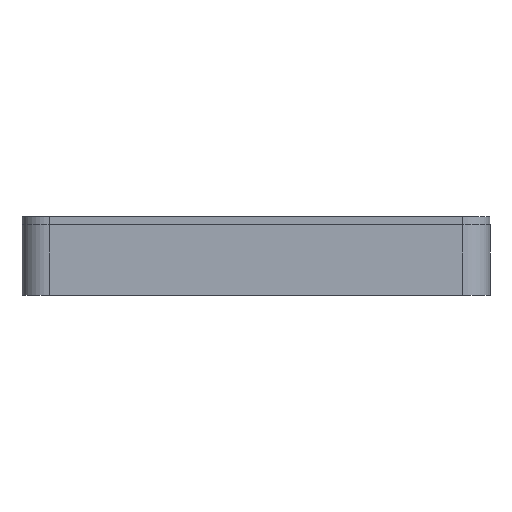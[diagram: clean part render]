
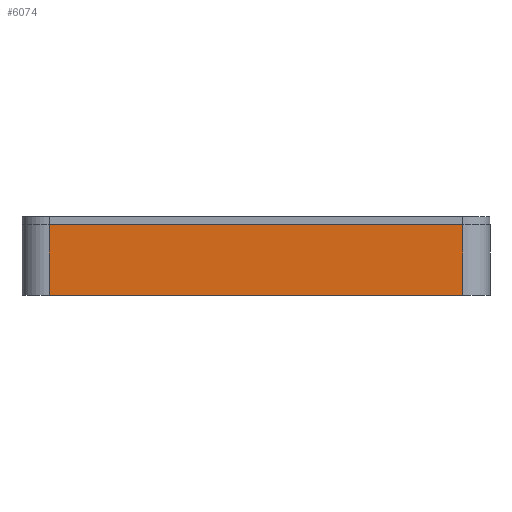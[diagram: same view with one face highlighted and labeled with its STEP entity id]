
A CAD part, left-side view. The second image highlights one B-rep face of the part: STEP entity #6074.
In plain terms, the highlighted planar face has unit normal (-1, 0, 0).
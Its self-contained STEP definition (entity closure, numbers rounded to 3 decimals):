
#516=PLANE('',#6454);
#646=FACE_OUTER_BOUND('',#975,.T.);
#975=EDGE_LOOP('',(#4232,#4233,#4234,#4235));
#1436=LINE('',#8221,#1939);
#1441=LINE('',#8244,#1944);
#1442=LINE('',#8248,#1945);
#1467=LINE('',#8306,#1970);
#1939=VECTOR('',#6868,10.);
#1944=VECTOR('',#6893,10.);
#1945=VECTOR('',#6898,10.);
#1970=VECTOR('',#6957,10.);
#2638=VERTEX_POINT('',#8218);
#2639=VERTEX_POINT('',#8220);
#2647=VERTEX_POINT('',#8242);
#2648=VERTEX_POINT('',#8246);
#3246=EDGE_CURVE('',#2638,#2639,#1436,.T.);
#3258=EDGE_CURVE('',#2647,#2638,#1441,.T.);
#3260=EDGE_CURVE('',#2639,#2648,#1442,.T.);
#3289=EDGE_CURVE('',#2648,#2647,#1467,.T.);
#4232=ORIENTED_EDGE('',*,*,#3258,.F.);
#4233=ORIENTED_EDGE('',*,*,#3289,.F.);
#4234=ORIENTED_EDGE('',*,*,#3260,.F.);
#4235=ORIENTED_EDGE('',*,*,#3246,.F.);
#6074=ADVANCED_FACE('',(#646),#516,.T.);
#6454=AXIS2_PLACEMENT_3D('',#8305,#6955,#6956);
#6868=DIRECTION('',(0.,1.,0.));
#6893=DIRECTION('',(0.,0.,-1.));
#6898=DIRECTION('',(0.,0.,1.));
#6955=DIRECTION('center_axis',(-1.,0.,0.));
#6956=DIRECTION('ref_axis',(0.,-1.,0.));
#6957=DIRECTION('',(0.,-1.,0.));
#8218=CARTESIAN_POINT('',(-54.255,-47.819,0.));
#8220=CARTESIAN_POINT('',(-54.255,28.181,0.));
#8221=CARTESIAN_POINT('',(-54.255,-52.819,0.));
#8242=CARTESIAN_POINT('',(-54.255,-47.819,13.));
#8244=CARTESIAN_POINT('',(-54.255,-47.819,0.));
#8246=CARTESIAN_POINT('',(-54.255,28.181,13.));
#8248=CARTESIAN_POINT('',(-54.255,28.181,0.));
#8305=CARTESIAN_POINT('Origin',(-54.255,33.181,0.));
#8306=CARTESIAN_POINT('',(-54.255,-52.819,13.));
